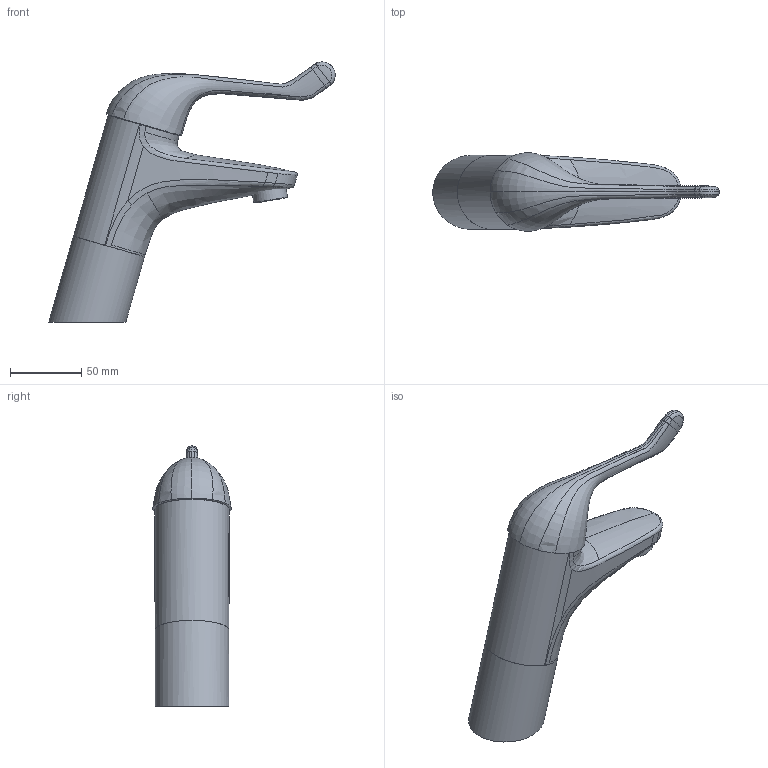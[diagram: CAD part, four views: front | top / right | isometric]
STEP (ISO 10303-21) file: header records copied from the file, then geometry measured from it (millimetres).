
FILE_DESCRIPTION(/* description */ ('Unknown'),/* implementation_level */ '2;1');
FILE_NAME(/* name */ '32790000',/* time_stamp */ '2022-09-09T04:47:07+02:00',/* author */ ('Unknown'),/* organization */ ('GROHE AG'),/* preprocessor_version */ 'ST-DEVELOPER v16.7',/* originating_system */ 'DEX',/* authorisation */ $);
FILE_SCHEMA (('AUTOMOTIVE_DESIGN {1 0 10303 214 3 1 1}'));
Length unit declared in the file: millimetre
Products named in the file (3): 32790000; 1; id68
Assembly tree (2 placements, depth 2):
  32790000
    1
    id68
Bounding box: 201.23 x 55.13 x 182.81 mm (x, y, z)
Volume: 77363.1 mm3; surface area: 53632.9 mm2
Topology: 1 solids, 5 shells, 75 faces, 177 edges, 108 vertices
Faces by surface type: bspline 66, plane 5, cylinder 4
Full cylindrical faces by diameter (mm): 20.95 x1, 24 x1, 52 x1
Entity records: 25071 total; most frequent: CARTESIAN_POINT 23825, ORIENTED_EDGE 323, EDGE_CURVE 173, B_SPLINE_CURVE_WITH_KNOTS 136, VERTEX_POINT 107, EDGE_LOOP 78, FACE_BOUND 78, ADVANCED_FACE 75
